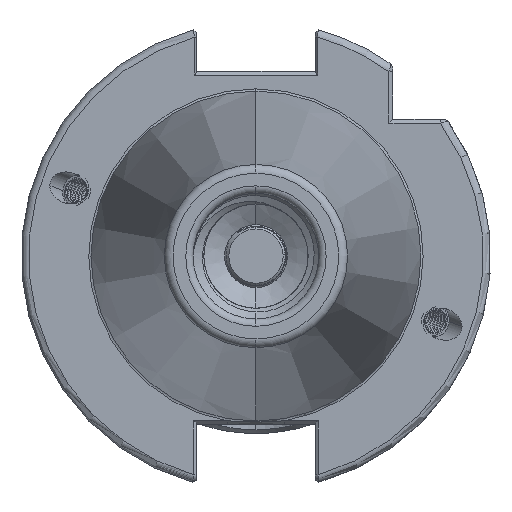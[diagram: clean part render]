
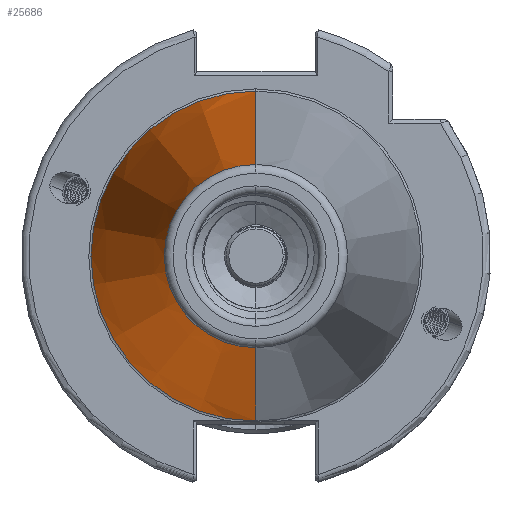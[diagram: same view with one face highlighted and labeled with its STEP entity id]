
A CAD part, left-side view. The second image highlights one B-rep face of the part: STEP entity #25686.
In plain terms, the highlighted conical face has half-angle 8.297 degrees and reference radius 22.692 mm.
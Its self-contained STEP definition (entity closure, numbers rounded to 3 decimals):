
#4183 = DIRECTION ( 'NONE',  ( 1., 0., 0. ) ) ;
#4204 = CARTESIAN_POINT ( 'NONE',  ( 0., 0., 0. ) ) ;
#4205 = DIRECTION ( 'NONE',  ( 0., 0., -1. ) ) ;
#6894 = EDGE_LOOP ( 'NONE', ( #32242, #32230, #32227, #32189 ) ) ;
#7890 = CONICAL_SURFACE ( 'NONE', #9281, 22.692, 0.145 ) ;
#7974 = FACE_OUTER_BOUND ( 'NONE', #6894, .T. ) ;
#8796 = CARTESIAN_POINT ( 'NONE',  ( 0., 0., -22.692 ) ) ;
#8843 = DIRECTION ( 'NONE',  ( 0.99, 0., -0.144 ) ) ;
#9281 = AXIS2_PLACEMENT_3D ( 'NONE', #4204, #4183, #4205 ) ;
#11814 = EDGE_CURVE ( 'NONE', #30203, #30164, #18027, .T. ) ;
#11860 = EDGE_CURVE ( 'NONE', #30204, #30326, #18108, .T. ) ;
#11869 = EDGE_CURVE ( 'NONE', #30164, #30326, #18090, .T. ) ;
#11883 = EDGE_CURVE ( 'NONE', #30203, #30204, #18117, .T. ) ;
#18027 = CIRCLE ( 'NONE', #36272, 12.4 ) ;
#18090 = LINE ( 'NONE', #26814, #18115 ) ;
#18102 = VECTOR ( 'NONE', #8843, 1000. ) ;
#18108 = CIRCLE ( 'NONE', #36275, 22.327 ) ;
#18115 = VECTOR ( 'NONE', #26796, 1000. ) ;
#18117 = LINE ( 'NONE', #8796, #18102 ) ;
#25686 = ADVANCED_FACE ( 'NONE', ( #7974 ), #7890, .T. ) ;
#26438 = CARTESIAN_POINT ( 'NONE',  ( -70.573, 0., 0. ) ) ;
#26451 = DIRECTION ( 'NONE',  ( 1., 0., 0. ) ) ;
#26461 = DIRECTION ( 'NONE',  ( 0., 0., 1. ) ) ;
#26685 = DIRECTION ( 'NONE',  ( 1., 0., 0. ) ) ;
#26694 = DIRECTION ( 'NONE',  ( 0., 0., -1. ) ) ;
#26703 = CARTESIAN_POINT ( 'NONE',  ( -2.5, 0., 0. ) ) ;
#26796 = DIRECTION ( 'NONE',  ( 0.99, 0., 0.144 ) ) ;
#26814 = CARTESIAN_POINT ( 'NONE',  ( 0., 0., 22.692 ) ) ;
#30164 = VERTEX_POINT ( 'NONE', #35381 ) ;
#30203 = VERTEX_POINT ( 'NONE', #35447 ) ;
#30204 = VERTEX_POINT ( 'NONE', #35424 ) ;
#30326 = VERTEX_POINT ( 'NONE', #35589 ) ;
#32189 = ORIENTED_EDGE ( 'NONE', *, *, #11883, .F. ) ;
#32227 = ORIENTED_EDGE ( 'NONE', *, *, #11860, .F. ) ;
#32230 = ORIENTED_EDGE ( 'NONE', *, *, #11869, .T. ) ;
#32242 = ORIENTED_EDGE ( 'NONE', *, *, #11814, .T. ) ;
#35381 = CARTESIAN_POINT ( 'NONE',  ( -70.573, 0., 12.4 ) ) ;
#35424 = CARTESIAN_POINT ( 'NONE',  ( -2.5, 0., -22.327 ) ) ;
#35447 = CARTESIAN_POINT ( 'NONE',  ( -70.573, 0., -12.4 ) ) ;
#35589 = CARTESIAN_POINT ( 'NONE',  ( -2.5, 0., 22.327 ) ) ;
#36272 = AXIS2_PLACEMENT_3D ( 'NONE', #26438, #26451, #26461 ) ;
#36275 = AXIS2_PLACEMENT_3D ( 'NONE', #26703, #26685, #26694 ) ;
